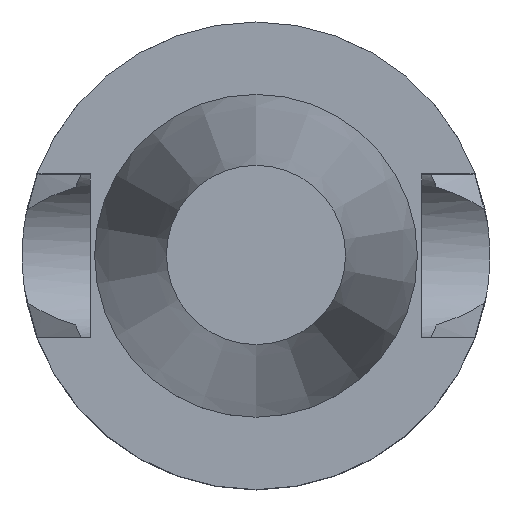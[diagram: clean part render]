
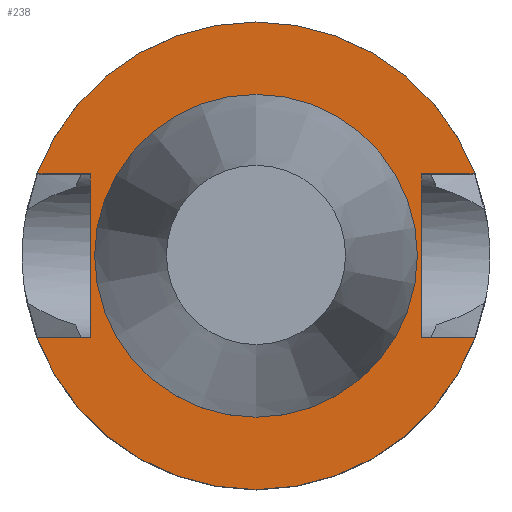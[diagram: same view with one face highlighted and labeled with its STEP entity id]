
A CAD part, top view. The second image highlights one B-rep face of the part: STEP entity #238.
In plain terms, the highlighted planar face has unit normal (0, 0, 1).
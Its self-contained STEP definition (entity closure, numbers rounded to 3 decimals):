
#156=EDGE_CURVE('240[2]',#407,#408,#409,.T.);
#176=EDGE_CURVE('240[2]',#439,#439,#440,.T.);
#191=EDGE_CURVE('240[2]',#461,#462,#463,.T.);
#193=EDGE_CURVE('240[2]',#465,#428,#466,.T.);
#238=ADVANCED_FACE('240[2]',(#527,#528),#529,.T.);
#244=EDGE_CURVE('240[2]',#461,#408,#536,.T.);
#263=EDGE_CURVE('240[2]',#465,#367,#560,.T.);
#265=EDGE_CURVE('240[2]',#367,#407,#562,.T.);
#278=EDGE_CURVE('240[2]',#376,#428,#579,.T.);
#295=EDGE_CURVE('240[2]',#462,#376,#599,.T.);
#367=VERTEX_POINT('',#741);
#376=VERTEX_POINT('',#753);
#407=VERTEX_POINT('',#858);
#408=VERTEX_POINT('',#859);
#409=LINE('',#860,#861);
#428=VERTEX_POINT('',#914);
#439=VERTEX_POINT('',#930);
#440=CIRCLE('',#931,15.875);
#461=VERTEX_POINT('',#967);
#462=VERTEX_POINT('',#968);
#463=LINE('',#969,#970);
#465=VERTEX_POINT('',#973);
#466=CIRCLE('',#974,23.0);
#527=FACE_BOUND('',#1130,.T.);
#528=FACE_OUTER_BOUND('',#1131,.T.);
#529=PLANE('',#1132);
#536=CIRCLE('',#1152,23.0);
#560=LINE('',#1275,#1276);
#562=LINE('',#1279,#1280);
#579=LINE('',#1313,#1314);
#599=LINE('',#1432,#1433);
#741=CARTESIAN_POINT('',(16.3,-8.05,-1.0));
#753=CARTESIAN_POINT('',(-16.3,-8.05,-1.0));
#858=CARTESIAN_POINT('',(16.3,8.05,-1.));
#859=CARTESIAN_POINT('',(21.545,8.05,-1.));
#860=CARTESIAN_POINT('',(8.15,8.05,-1.));
#861=VECTOR('',#1652,1.0);
#914=CARTESIAN_POINT('',(-21.545,-8.05,-1.0));
#930=CARTESIAN_POINT('',(0.,15.875,-1.));
#931=AXIS2_PLACEMENT_3D('',#1673,#1674,#1675);
#967=CARTESIAN_POINT('',(-21.545,8.05,-1.));
#968=CARTESIAN_POINT('',(-16.3,8.05,-1.));
#969=CARTESIAN_POINT('',(-8.15,8.05,-1.0));
#970=VECTOR('',#1706,1.0);
#973=CARTESIAN_POINT('',(21.545,-8.05,-1.0));
#974=AXIS2_PLACEMENT_3D('',#1707,#1708,#1709);
#1130=EDGE_LOOP('',(#1776));
#1131=EDGE_LOOP('',(#1777,#1778,#1779,#1780,#1781,#1782,#1783,#1784));
#1132=AXIS2_PLACEMENT_3D('',#1785,#1786,#1787);
#1152=AXIS2_PLACEMENT_3D('',#1789,#1790,#1791);
#1275=CARTESIAN_POINT('',(8.15,-8.05,-1.0));
#1276=VECTOR('',#1818,1.0);
#1279=CARTESIAN_POINT('',(16.3,5.694,-1.0));
#1280=VECTOR('',#1819,1.0);
#1313=CARTESIAN_POINT('',(-8.15,-8.05,-1.0));
#1314=VECTOR('',#1833,1.0);
#1432=CARTESIAN_POINT('',(-16.3,13.744,-1.));
#1433=VECTOR('',#1861,1.0);
#1652=DIRECTION('',(1.0,0.,0.));
#1673=CARTESIAN_POINT('',(0.,0.,-1.0));
#1674=DIRECTION('',(0.,0.,-1.0));
#1675=DIRECTION('',(0.,1.0,0.));
#1706=DIRECTION('',(1.0,0.,0.));
#1707=CARTESIAN_POINT('',(0.,0.,-1.0));
#1708=DIRECTION('',(0.,0.,-1.0));
#1709=DIRECTION('',(0.,1.0,0.));
#1776=ORIENTED_EDGE('',*,*,#176,.T.);
#1777=ORIENTED_EDGE('',*,*,#191,.T.);
#1778=ORIENTED_EDGE('',*,*,#295,.T.);
#1779=ORIENTED_EDGE('',*,*,#278,.T.);
#1780=ORIENTED_EDGE('',*,*,#193,.F.);
#1781=ORIENTED_EDGE('',*,*,#263,.T.);
#1782=ORIENTED_EDGE('',*,*,#265,.T.);
#1783=ORIENTED_EDGE('',*,*,#156,.T.);
#1784=ORIENTED_EDGE('',*,*,#244,.F.);
#1785=CARTESIAN_POINT('',(0.,19.438,-1.));
#1786=DIRECTION('',(0.,0.,1.0));
#1787=DIRECTION('',(1.0,0.,0.0));
#1789=CARTESIAN_POINT('',(0.,0.,-1.0));
#1790=DIRECTION('',(0.,0.,-1.0));
#1791=DIRECTION('',(0.,1.0,0.));
#1818=DIRECTION('',(-1.0,0.,0.));
#1819=DIRECTION('',(0.0,1.0,0.));
#1833=DIRECTION('',(-1.0,0.,0.));
#1861=DIRECTION('',(0.0,-1.0,0.));
